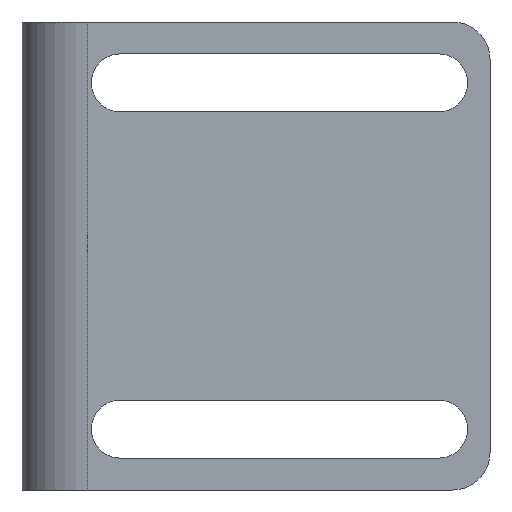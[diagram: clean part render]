
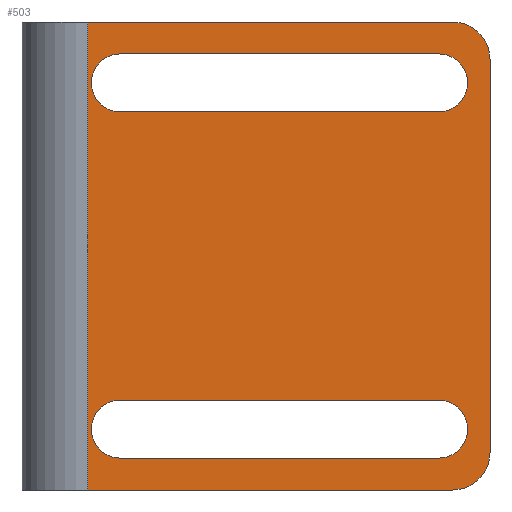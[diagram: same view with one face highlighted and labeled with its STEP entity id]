
A CAD part, front view. The second image highlights one B-rep face of the part: STEP entity #503.
In plain terms, the highlighted planar face has unit normal (0, -1, 0).
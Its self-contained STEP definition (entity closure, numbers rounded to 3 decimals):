
#16 = CARTESIAN_POINT ( 'NONE',  ( 7., 0., 21.6 ) ) ;
#29 = EDGE_CURVE ( 'NONE', #991, #807, #647, .T. ) ;
#30 = DIRECTION ( 'NONE',  ( 1., 0., 0. ) ) ;
#34 = CARTESIAN_POINT ( 'NONE',  ( 44.5, 0., 18.5 ) ) ;
#51 = ORIENTED_EDGE ( 'NONE', *, *, #29, .F. ) ;
#61 = VERTEX_POINT ( 'NONE', #973 ) ;
#62 = EDGE_CURVE ( 'NONE', #935, #746, #299, .T. ) ;
#66 = EDGE_CURVE ( 'NONE', #73, #276, #72, .T. ) ;
#71 = ORIENTED_EDGE ( 'NONE', *, *, #66, .F. ) ;
#72 = CIRCLE ( 'NONE', #915, 4. ) ;
#73 = VERTEX_POINT ( 'NONE', #811 ) ;
#83 = ORIENTED_EDGE ( 'NONE', *, *, #774, .F. ) ;
#89 = CARTESIAN_POINT ( 'NONE',  ( 46., 0., -21. ) ) ;
#92 = DIRECTION ( 'NONE',  ( 0., 0., 1. ) ) ;
#107 = CARTESIAN_POINT ( 'NONE',  ( 10.5, 0., 18.5 ) ) ;
#109 = FACE_BOUND ( 'NONE', #1010, .T. ) ;
#117 = CARTESIAN_POINT ( 'NONE',  ( 10.5, 0., -15.4 ) ) ;
#132 = CARTESIAN_POINT ( 'NONE',  ( 7., 0., 25. ) ) ;
#137 = LINE ( 'NONE', #627, #1033 ) ;
#138 = EDGE_CURVE ( 'NONE', #459, #935, #273, .T. ) ;
#140 = VERTEX_POINT ( 'NONE', #690 ) ;
#146 = CARTESIAN_POINT ( 'NONE',  ( 7., 0., 25. ) ) ;
#175 = CARTESIAN_POINT ( 'NONE',  ( 7., 0., -25. ) ) ;
#186 = EDGE_CURVE ( 'NONE', #140, #563, #660, .T. ) ;
#200 = LINE ( 'NONE', #16, #593 ) ;
#218 = ORIENTED_EDGE ( 'NONE', *, *, #138, .F. ) ;
#228 = CARTESIAN_POINT ( 'NONE',  ( 7., 0., 15.4 ) ) ;
#232 = AXIS2_PLACEMENT_3D ( 'NONE', #982, #266, #589 ) ;
#244 = DIRECTION ( 'NONE',  ( 0., 1., 0. ) ) ;
#251 = CARTESIAN_POINT ( 'NONE',  ( 46., 0., 25. ) ) ;
#263 = EDGE_CURVE ( 'NONE', #807, #61, #137, .T. ) ;
#266 = DIRECTION ( 'NONE',  ( 0., -1., 0. ) ) ;
#273 = LINE ( 'NONE', #132, #672 ) ;
#274 = DIRECTION ( 'NONE',  ( 0., 0., 1. ) ) ;
#276 = VERTEX_POINT ( 'NONE', #475 ) ;
#278 = PLANE ( 'NONE',  #766 ) ;
#292 = AXIS2_PLACEMENT_3D ( 'NONE', #107, #519, #531 ) ;
#299 = CIRCLE ( 'NONE', #539, 4. ) ;
#311 = VECTOR ( 'NONE', #572, 1000. ) ;
#316 = CARTESIAN_POINT ( 'NONE',  ( 10.5, 0., 21.6 ) ) ;
#318 = ORIENTED_EDGE ( 'NONE', *, *, #501, .F. ) ;
#325 = CIRCLE ( 'NONE', #292, 3.1 ) ;
#326 = ORIENTED_EDGE ( 'NONE', *, *, #761, .F. ) ;
#331 = VERTEX_POINT ( 'NONE', #316 ) ;
#344 = CARTESIAN_POINT ( 'NONE',  ( 46., 0., 21. ) ) ;
#360 = EDGE_CURVE ( 'NONE', #975, #140, #573, .T. ) ;
#366 = EDGE_CURVE ( 'NONE', #746, #73, #454, .T. ) ;
#368 = LINE ( 'NONE', #837, #602 ) ;
#397 = CARTESIAN_POINT ( 'NONE',  ( 7., 0., -25. ) ) ;
#401 = ORIENTED_EDGE ( 'NONE', *, *, #263, .F. ) ;
#428 = DIRECTION ( 'NONE',  ( 0., -1., 0. ) ) ;
#436 = EDGE_CURVE ( 'NONE', #563, #331, #200, .T. ) ;
#454 = LINE ( 'NONE', #487, #311 ) ;
#456 = DIRECTION ( 'NONE',  ( 0., -1., 0. ) ) ;
#459 = VERTEX_POINT ( 'NONE', #979 ) ;
#472 = EDGE_CURVE ( 'NONE', #61, #820, #522, .T. ) ;
#475 = CARTESIAN_POINT ( 'NONE',  ( 46., 0., -25. ) ) ;
#487 = CARTESIAN_POINT ( 'NONE',  ( 50., 0., 25. ) ) ;
#497 = ORIENTED_EDGE ( 'NONE', *, *, #366, .F. ) ;
#501 = EDGE_CURVE ( 'NONE', #331, #975, #325, .T. ) ;
#503 = ADVANCED_FACE ( 'NONE', ( #109, #948, #732 ), #278, .F. ) ;
#513 = DIRECTION ( 'NONE',  ( 0., 0., 1. ) ) ;
#519 = DIRECTION ( 'NONE',  ( 0., -1., 0. ) ) ;
#522 = CIRCLE ( 'NONE', #232, 3.1 ) ;
#531 = DIRECTION ( 'NONE',  ( 0., 0., 1. ) ) ;
#539 = AXIS2_PLACEMENT_3D ( 'NONE', #344, #244, #895 ) ;
#563 = VERTEX_POINT ( 'NONE', #752 ) ;
#572 = DIRECTION ( 'NONE',  ( 0., 0., -1. ) ) ;
#573 = LINE ( 'NONE', #228, #788 ) ;
#589 = DIRECTION ( 'NONE',  ( 0., 0., 1. ) ) ;
#593 = VECTOR ( 'NONE', #736, 1000. ) ;
#602 = VECTOR ( 'NONE', #1003, 1000. ) ;
#627 = CARTESIAN_POINT ( 'NONE',  ( 7., 0., -21.6 ) ) ;
#647 = CIRCLE ( 'NONE', #699, 3.1 ) ;
#657 = VECTOR ( 'NONE', #939, 1000. ) ;
#660 = CIRCLE ( 'NONE', #1028, 3.1 ) ;
#669 = DIRECTION ( 'NONE',  ( 0., 1., 0. ) ) ;
#672 = VECTOR ( 'NONE', #30, 1000. ) ;
#680 = VECTOR ( 'NONE', #700, 1000. ) ;
#690 = CARTESIAN_POINT ( 'NONE',  ( 44.5, 0., 15.4 ) ) ;
#699 = AXIS2_PLACEMENT_3D ( 'NONE', #808, #428, #92 ) ;
#700 = DIRECTION ( 'NONE',  ( 0., 0., 1. ) ) ;
#702 = CARTESIAN_POINT ( 'NONE',  ( 50., 0., 21. ) ) ;
#709 = ORIENTED_EDGE ( 'NONE', *, *, #436, .F. ) ;
#715 = CARTESIAN_POINT ( 'NONE',  ( 44.5, 0., -15.4 ) ) ;
#724 = EDGE_LOOP ( 'NONE', ( #51, #849, #964, #401 ) ) ;
#732 = FACE_OUTER_BOUND ( 'NONE', #806, .T. ) ;
#736 = DIRECTION ( 'NONE',  ( -1., 0., 0. ) ) ;
#746 = VERTEX_POINT ( 'NONE', #702 ) ;
#752 = CARTESIAN_POINT ( 'NONE',  ( 44.5, 0., 21.6 ) ) ;
#754 = CARTESIAN_POINT ( 'NONE',  ( 7., 0., 25. ) ) ;
#761 = EDGE_CURVE ( 'NONE', #276, #937, #878, .T. ) ;
#766 = AXIS2_PLACEMENT_3D ( 'NONE', #754, #669, #997 ) ;
#770 = ORIENTED_EDGE ( 'NONE', *, *, #186, .F. ) ;
#774 = EDGE_CURVE ( 'NONE', #937, #459, #891, .T. ) ;
#788 = VECTOR ( 'NONE', #956, 1000. ) ;
#797 = CARTESIAN_POINT ( 'NONE',  ( 10.5, 0., -21.6 ) ) ;
#806 = EDGE_LOOP ( 'NONE', ( #881, #218, #83, #326, #71, #497 ) ) ;
#807 = VERTEX_POINT ( 'NONE', #797 ) ;
#808 = CARTESIAN_POINT ( 'NONE',  ( 10.5, 0., -18.5 ) ) ;
#811 = CARTESIAN_POINT ( 'NONE',  ( 50., 0., -21. ) ) ;
#820 = VERTEX_POINT ( 'NONE', #715 ) ;
#837 = CARTESIAN_POINT ( 'NONE',  ( 7., 0., -15.4 ) ) ;
#849 = ORIENTED_EDGE ( 'NONE', *, *, #1016, .F. ) ;
#878 = LINE ( 'NONE', #397, #657 ) ;
#881 = ORIENTED_EDGE ( 'NONE', *, *, #62, .F. ) ;
#891 = LINE ( 'NONE', #146, #680 ) ;
#895 = DIRECTION ( 'NONE',  ( 0., 0., -1. ) ) ;
#915 = AXIS2_PLACEMENT_3D ( 'NONE', #89, #984, #513 ) ;
#916 = CARTESIAN_POINT ( 'NONE',  ( 10.5, 0., 15.4 ) ) ;
#935 = VERTEX_POINT ( 'NONE', #251 ) ;
#937 = VERTEX_POINT ( 'NONE', #175 ) ;
#939 = DIRECTION ( 'NONE',  ( -1., 0., 0. ) ) ;
#948 = FACE_BOUND ( 'NONE', #724, .T. ) ;
#956 = DIRECTION ( 'NONE',  ( 1., 0., 0. ) ) ;
#964 = ORIENTED_EDGE ( 'NONE', *, *, #472, .F. ) ;
#965 = ORIENTED_EDGE ( 'NONE', *, *, #360, .F. ) ;
#973 = CARTESIAN_POINT ( 'NONE',  ( 44.5, 0., -21.6 ) ) ;
#975 = VERTEX_POINT ( 'NONE', #916 ) ;
#979 = CARTESIAN_POINT ( 'NONE',  ( 7., 0., 25. ) ) ;
#982 = CARTESIAN_POINT ( 'NONE',  ( 44.5, 0., -18.5 ) ) ;
#984 = DIRECTION ( 'NONE',  ( 0., 1., 0. ) ) ;
#991 = VERTEX_POINT ( 'NONE', #117 ) ;
#997 = DIRECTION ( 'NONE',  ( 0., 0., 1. ) ) ;
#1003 = DIRECTION ( 'NONE',  ( -1., 0., 0. ) ) ;
#1010 = EDGE_LOOP ( 'NONE', ( #318, #709, #770, #965 ) ) ;
#1016 = EDGE_CURVE ( 'NONE', #820, #991, #368, .T. ) ;
#1020 = DIRECTION ( 'NONE',  ( 1., 0., 0. ) ) ;
#1028 = AXIS2_PLACEMENT_3D ( 'NONE', #34, #456, #274 ) ;
#1033 = VECTOR ( 'NONE', #1020, 1000. ) ;
